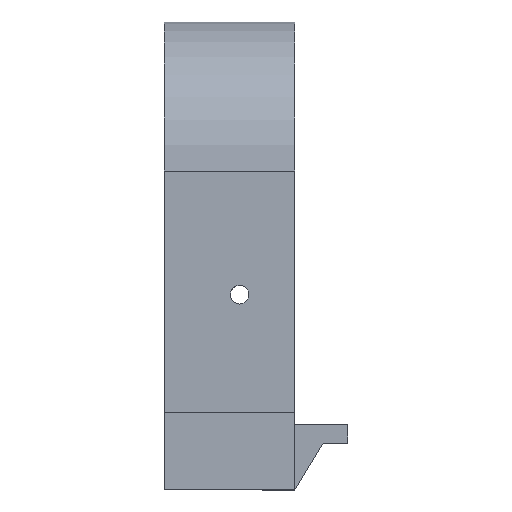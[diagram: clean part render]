
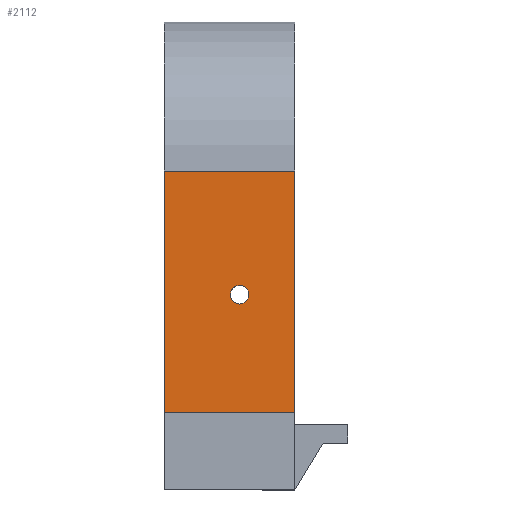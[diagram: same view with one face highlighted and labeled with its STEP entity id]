
A CAD part, left-side view. The second image highlights one B-rep face of the part: STEP entity #2112.
In plain terms, the highlighted planar face has unit normal (-1, 0, 0).
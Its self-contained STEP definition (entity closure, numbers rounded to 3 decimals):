
#54=FACE_BOUND('',#397,.T.);
#140=PLANE('',#2296);
#252=FACE_OUTER_BOUND('',#396,.T.);
#396=EDGE_LOOP('',(#1906,#1907,#1908,#1909));
#397=EDGE_LOOP('',(#1910));
#576=LINE('',#3333,#795);
#623=LINE('',#3464,#842);
#624=LINE('',#3467,#843);
#625=LINE('',#3468,#844);
#795=VECTOR('',#2735,10.);
#842=VECTOR('',#2864,10.);
#843=VECTOR('',#2867,10.);
#844=VECTOR('',#2868,10.);
#880=CIRCLE('',#2210,3.);
#1011=VERTEX_POINT('',#3188);
#1058=VERTEX_POINT('',#3330);
#1059=VERTEX_POINT('',#3332);
#1102=VERTEX_POINT('',#3462);
#1103=VERTEX_POINT('',#3466);
#1246=EDGE_CURVE('',#1011,#1011,#880,.T.);
#1317=EDGE_CURVE('',#1058,#1059,#576,.T.);
#1383=EDGE_CURVE('',#1102,#1059,#623,.T.);
#1384=EDGE_CURVE('',#1102,#1103,#624,.T.);
#1385=EDGE_CURVE('',#1103,#1058,#625,.T.);
#1906=ORIENTED_EDGE('',*,*,#1384,.F.);
#1907=ORIENTED_EDGE('',*,*,#1383,.T.);
#1908=ORIENTED_EDGE('',*,*,#1317,.F.);
#1909=ORIENTED_EDGE('',*,*,#1385,.F.);
#1910=ORIENTED_EDGE('',*,*,#1246,.T.);
#2112=ADVANCED_FACE('',(#252,#54),#140,.T.);
#2210=AXIS2_PLACEMENT_3D('',#3189,#2594,#2595);
#2296=AXIS2_PLACEMENT_3D('',#3465,#2865,#2866);
#2594=DIRECTION('center_axis',(1.,0.,0.));
#2595=DIRECTION('ref_axis',(0.,1.,0.));
#2735=DIRECTION('',(0.,0.,-1.));
#2864=DIRECTION('',(0.,-1.,0.));
#2865=DIRECTION('center_axis',(-1.,0.,0.));
#2866=DIRECTION('ref_axis',(0.,0.,-1.));
#2867=DIRECTION('',(0.,0.,1.));
#2868=DIRECTION('',(0.,-1.,0.));
#3188=CARTESIAN_POINT('',(-47.819,93.75,62.678));
#3189=CARTESIAN_POINT('Origin',(-47.819,96.75,62.678));
#3330=CARTESIAN_POINT('',(-47.819,79.,102.355));
#3332=CARTESIAN_POINT('',(-47.819,79.,25.));
#3333=CARTESIAN_POINT('',(-47.819,79.,25.));
#3462=CARTESIAN_POINT('',(-47.819,121.,25.));
#3464=CARTESIAN_POINT('',(-47.819,121.,25.));
#3465=CARTESIAN_POINT('Origin',(-47.819,121.,102.355));
#3466=CARTESIAN_POINT('',(-47.819,121.,102.355));
#3467=CARTESIAN_POINT('',(-47.819,121.,25.));
#3468=CARTESIAN_POINT('',(-47.819,121.,102.355));
